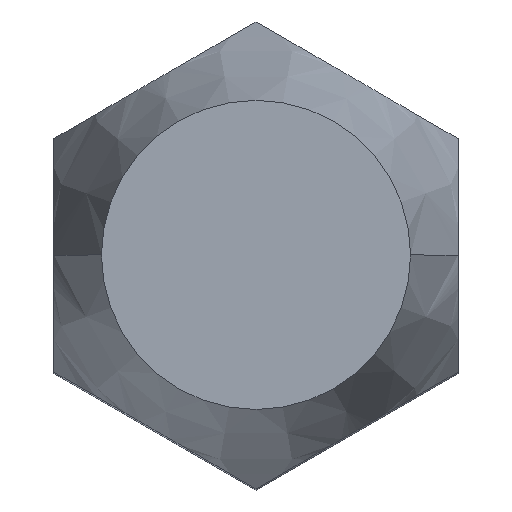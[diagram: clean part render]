
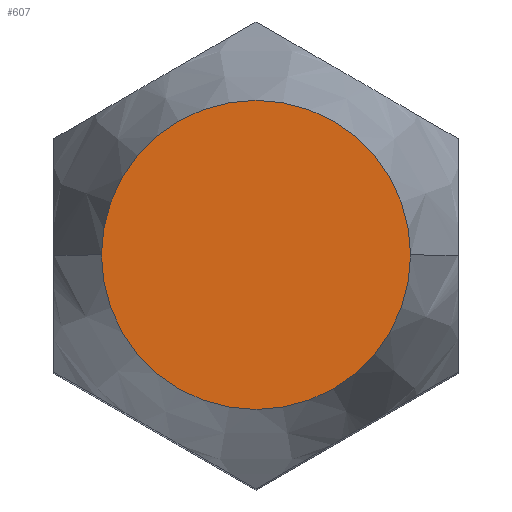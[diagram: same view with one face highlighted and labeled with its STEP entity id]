
A CAD part, top view. The second image highlights one B-rep face of the part: STEP entity #607.
In plain terms, the highlighted planar face has unit normal (0, 0, 1).
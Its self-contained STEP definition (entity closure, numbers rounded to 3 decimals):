
#57 = DIRECTION ( 'NONE',  ( 1., 0., 0. ) ) ;
#59 = ORIENTED_EDGE ( 'NONE', *, *, #85, .T. ) ;
#85 = EDGE_CURVE ( 'NONE', #596, #634, #749, .T. ) ;
#89 = DIRECTION ( 'NONE',  ( 0., 0., 1. ) ) ;
#138 = CIRCLE ( 'NONE', #713, 6.5 ) ;
#139 = DIRECTION ( 'NONE',  ( 0., 0., 1. ) ) ;
#150 = CARTESIAN_POINT ( 'NONE',  ( 6.5, 0., 40. ) ) ;
#361 = AXIS2_PLACEMENT_3D ( 'NONE', #555, #89, #362 ) ;
#362 = DIRECTION ( 'NONE',  ( 1., 0., 0. ) ) ;
#389 = AXIS2_PLACEMENT_3D ( 'NONE', #705, #622, #831 ) ;
#422 = PLANE ( 'NONE',  #361 ) ;
#475 = EDGE_CURVE ( 'NONE', #634, #596, #138, .T. ) ;
#488 = CARTESIAN_POINT ( 'NONE',  ( -6.5, 0., 40. ) ) ;
#538 = EDGE_LOOP ( 'NONE', ( #59, #842 ) ) ;
#555 = CARTESIAN_POINT ( 'NONE',  ( 0., 0., 40. ) ) ;
#596 = VERTEX_POINT ( 'NONE', #488 ) ;
#607 = ADVANCED_FACE ( 'NONE', ( #811 ), #422, .T. ) ;
#622 = DIRECTION ( 'NONE',  ( 0., 0., 1. ) ) ;
#634 = VERTEX_POINT ( 'NONE', #150 ) ;
#665 = CARTESIAN_POINT ( 'NONE',  ( 0., 0., 40. ) ) ;
#705 = CARTESIAN_POINT ( 'NONE',  ( 0., 0., 40. ) ) ;
#713 = AXIS2_PLACEMENT_3D ( 'NONE', #665, #139, #57 ) ;
#749 = CIRCLE ( 'NONE', #389, 6.5 ) ;
#811 = FACE_OUTER_BOUND ( 'NONE', #538, .T. ) ;
#831 = DIRECTION ( 'NONE',  ( 1., 0., 0. ) ) ;
#842 = ORIENTED_EDGE ( 'NONE', *, *, #475, .T. ) ;
